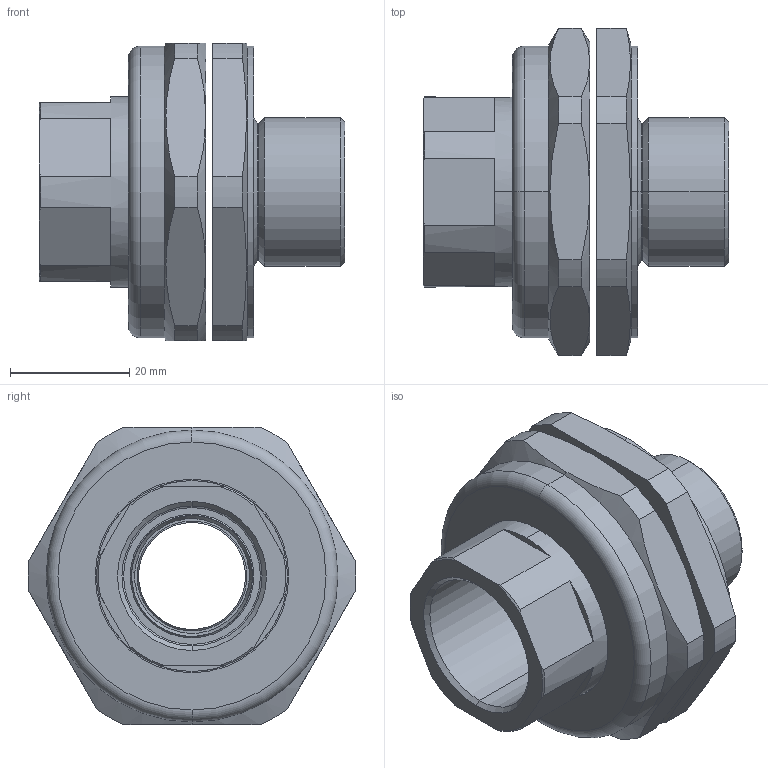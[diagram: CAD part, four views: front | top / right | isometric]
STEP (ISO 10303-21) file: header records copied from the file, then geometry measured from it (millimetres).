
FILE_DESCRIPTION (( 'STEP AP203' ), '1' );
FILE_NAME ('PX780DM3M3.STEP', '2017-09-26T12:17:27', ( '' ), ( '' ), 'SwSTEP 2.0', 'SolidWorks 2017', '' );
FILE_SCHEMA (( 'CONFIG_CONTROL_DESIGN' ));
Length unit declared in the file: millimetre
Products named in the file (1): PX780DM3M3
Bounding box: 51.33 x 54.97 x 50 mm (x, y, z)
Surface area: 15510.1 mm2 (no closed solid volume)
Topology: 0 solids, 4 shells, 94 faces, 238 edges, 152 vertices
Faces by surface type: plane 32, cone 30, cylinder 30, torus 2
Entity records: 3066 total; most frequent: CARTESIAN_POINT 713, DIRECTION 496, ORIENTED_EDGE 460, EDGE_CURVE 238, AXIS2_PLACEMENT_3D 203, VERTEX_POINT 152, CIRCLE 108, EDGE_LOOP 102
